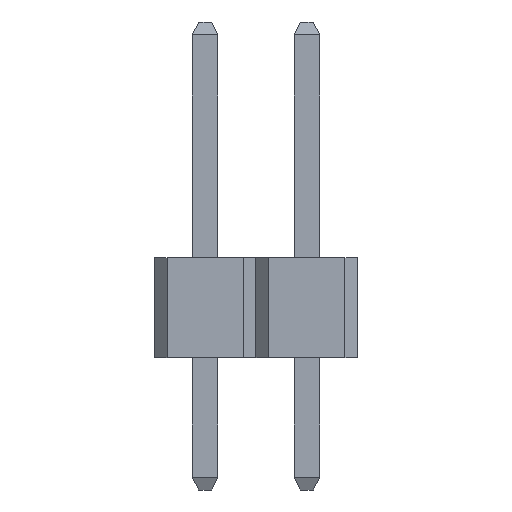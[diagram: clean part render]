
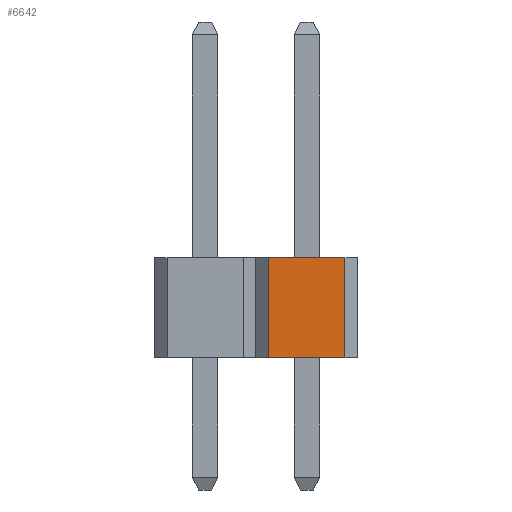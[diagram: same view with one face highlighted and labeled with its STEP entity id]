
A CAD part, left-side view. The second image highlights one B-rep face of the part: STEP entity #6642.
In plain terms, the highlighted planar face has unit normal (-1, 0, 0).
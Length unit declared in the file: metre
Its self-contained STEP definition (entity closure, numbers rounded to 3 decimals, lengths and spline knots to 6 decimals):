
#1284=ORIENTED_EDGE('',*,*,#2468,.T.);
#1285=ORIENTED_EDGE('',*,*,#2469,.T.);
#1286=ORIENTED_EDGE('',*,*,#2470,.F.);
#1287=ORIENTED_EDGE('',*,*,#2471,.T.);
#2468=EDGE_CURVE('',#3120,#3121,#3912,.T.);
#2469=EDGE_CURVE('',#3121,#3122,#3913,.T.);
#2470=EDGE_CURVE('',#3123,#3122,#3914,.T.);
#2471=EDGE_CURVE('',#3123,#3120,#3915,.T.);
#3120=VERTEX_POINT('',#10616);
#3121=VERTEX_POINT('',#10617);
#3122=VERTEX_POINT('',#10619);
#3123=VERTEX_POINT('',#10621);
#3912=LINE('',#10615,#4804);
#3913=LINE('',#10618,#4805);
#3914=LINE('',#10620,#4806);
#3915=LINE('',#10622,#4807);
#4804=VECTOR('',#8817,1.);
#4805=VECTOR('',#8818,1.);
#4806=VECTOR('',#8819,1.);
#4807=VECTOR('',#8820,1.);
#5396=EDGE_LOOP('',(#1284,#1285,#1286,#1287));
#5816=FACE_BOUND('',#5396,.T.);
#6236=PLANE('',#7445);
#6642=ADVANCED_FACE('',(#5816),#6236,.F.);
#7445=AXIS2_PLACEMENT_3D('',#10614,#8815,#8816);
#8815=DIRECTION('',(1.,0.,0.));
#8816=DIRECTION('',(0.,0.,-1.));
#8817=DIRECTION('',(0.,-1.,0.));
#8818=DIRECTION('',(0.,0.,1.));
#8819=DIRECTION('',(0.,-1.,0.));
#8820=DIRECTION('',(0.,0.,-1.));
#10614=CARTESIAN_POINT('',(-0.00127,0.,0.0025));
#10615=CARTESIAN_POINT('',(-0.00127,0.,0.));
#10616=CARTESIAN_POINT('',(-0.00127,0.00095,0.));
#10617=CARTESIAN_POINT('',(-0.00127,-0.00095,0.));
#10618=CARTESIAN_POINT('',(-0.00127,-0.00095,0.0025));
#10619=CARTESIAN_POINT('',(-0.00127,-0.00095,0.0025));
#10620=CARTESIAN_POINT('',(-0.00127,0.,0.0025));
#10621=CARTESIAN_POINT('',(-0.00127,0.00095,0.0025));
#10622=CARTESIAN_POINT('',(-0.00127,0.00095,0.));
